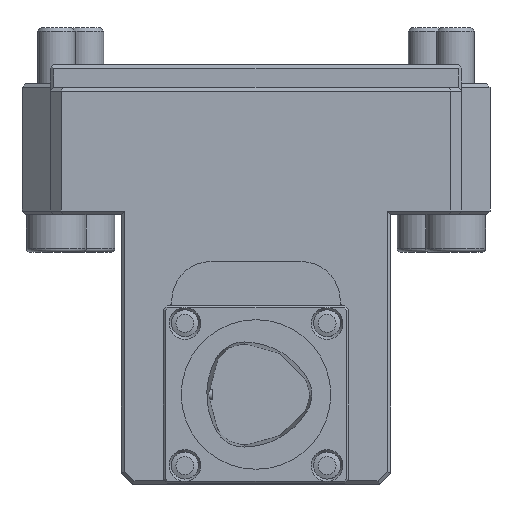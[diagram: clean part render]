
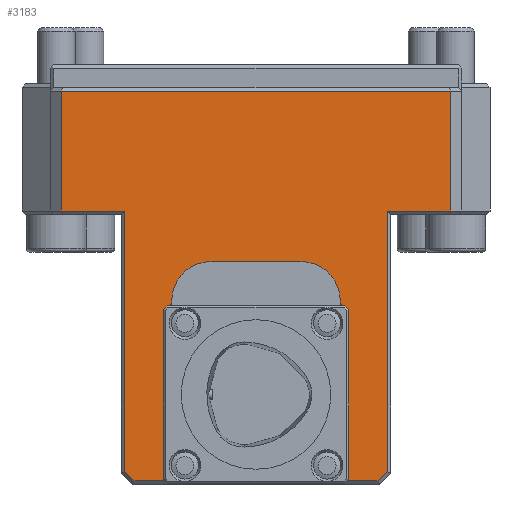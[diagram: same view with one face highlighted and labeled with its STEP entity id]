
A CAD part, left-side view. The second image highlights one B-rep face of the part: STEP entity #3183.
In plain terms, the highlighted planar face has unit normal (-1, 0, 0).
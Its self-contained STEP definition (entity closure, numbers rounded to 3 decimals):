
#73=LINE('',#4776,#424);
#74=LINE('',#4778,#425);
#85=LINE('',#4802,#436);
#90=LINE('',#4813,#441);
#95=LINE('',#4824,#446);
#98=LINE('',#4829,#449);
#103=LINE('',#4839,#454);
#177=LINE('',#5024,#528);
#180=LINE('',#5030,#531);
#181=LINE('',#5032,#532);
#182=LINE('',#5034,#533);
#183=LINE('',#5035,#534);
#184=LINE('',#5037,#535);
#185=LINE('',#5038,#536);
#186=LINE('',#5042,#537);
#187=LINE('',#5046,#538);
#188=LINE('',#5047,#539);
#189=LINE('',#5049,#540);
#424=VECTOR('',#3689,1000.);
#425=VECTOR('',#3692,1000.);
#436=VECTOR('',#3709,1000.);
#441=VECTOR('',#3718,1000.);
#446=VECTOR('',#3725,1000.);
#449=VECTOR('',#3730,1000.);
#454=VECTOR('',#3739,1000.);
#528=VECTOR('',#3895,1000.);
#531=VECTOR('',#3900,1000.);
#532=VECTOR('',#3901,1000.);
#533=VECTOR('',#3902,1000.);
#534=VECTOR('',#3903,1000.);
#535=VECTOR('',#3904,1000.);
#536=VECTOR('',#3905,1000.);
#537=VECTOR('',#3908,1000.);
#538=VECTOR('',#3911,1000.);
#539=VECTOR('',#3912,1000.);
#540=VECTOR('',#3913,1000.);
#1013=ORIENTED_EDGE('',*,*,#1838,.T.);
#1014=ORIENTED_EDGE('',*,*,#1718,.T.);
#1015=ORIENTED_EDGE('',*,*,#1835,.T.);
#1016=ORIENTED_EDGE('',*,*,#1839,.T.);
#1017=ORIENTED_EDGE('',*,*,#1840,.T.);
#1018=ORIENTED_EDGE('',*,*,#1717,.T.);
#1019=ORIENTED_EDGE('',*,*,#1841,.T.);
#1020=ORIENTED_EDGE('',*,*,#1842,.F.);
#1021=ORIENTED_EDGE('',*,*,#1747,.F.);
#1022=ORIENTED_EDGE('',*,*,#1843,.F.);
#1023=ORIENTED_EDGE('',*,*,#1844,.F.);
#1024=ORIENTED_EDGE('',*,*,#1845,.F.);
#1025=ORIENTED_EDGE('',*,*,#1846,.F.);
#1026=ORIENTED_EDGE('',*,*,#1847,.F.);
#1027=ORIENTED_EDGE('',*,*,#1734,.F.);
#1028=ORIENTED_EDGE('',*,*,#1739,.F.);
#1029=ORIENTED_EDGE('',*,*,#1742,.T.);
#1030=ORIENTED_EDGE('',*,*,#1729,.T.);
#1031=ORIENTED_EDGE('',*,*,#1848,.T.);
#1032=ORIENTED_EDGE('',*,*,#1849,.T.);
#1717=EDGE_CURVE('',#2156,#2159,#73,.T.);
#1718=EDGE_CURVE('',#2160,#2154,#74,.T.);
#1729=EDGE_CURVE('',#2166,#2169,#85,.T.);
#1734=EDGE_CURVE('',#2174,#2175,#90,.T.);
#1739=EDGE_CURVE('',#2178,#2174,#95,.T.);
#1742=EDGE_CURVE('',#2178,#2166,#98,.T.);
#1747=EDGE_CURVE('',#2182,#2180,#103,.T.);
#1835=EDGE_CURVE('',#2154,#2245,#177,.T.);
#1838=EDGE_CURVE('',#2247,#2160,#180,.T.);
#1839=EDGE_CURVE('',#2245,#2248,#181,.T.);
#1840=EDGE_CURVE('',#2248,#2156,#182,.T.);
#1841=EDGE_CURVE('',#2159,#2249,#183,.T.);
#1842=EDGE_CURVE('',#2180,#2249,#184,.T.);
#1843=EDGE_CURVE('',#2250,#2182,#185,.T.);
#1844=EDGE_CURVE('',#2251,#2250,#2441,.F.);
#1845=EDGE_CURVE('',#2252,#2251,#186,.T.);
#1846=EDGE_CURVE('',#2253,#2252,#2442,.F.);
#1847=EDGE_CURVE('',#2175,#2253,#187,.T.);
#1848=EDGE_CURVE('',#2169,#2254,#188,.T.);
#1849=EDGE_CURVE('',#2254,#2247,#189,.T.);
#2154=VERTEX_POINT('',#4764);
#2156=VERTEX_POINT('',#4770);
#2159=VERTEX_POINT('',#4775);
#2160=VERTEX_POINT('',#4779);
#2166=VERTEX_POINT('',#4796);
#2169=VERTEX_POINT('',#4801);
#2174=VERTEX_POINT('',#4814);
#2175=VERTEX_POINT('',#4815);
#2178=VERTEX_POINT('',#4823);
#2180=VERTEX_POINT('',#4835);
#2182=VERTEX_POINT('',#4838);
#2245=VERTEX_POINT('',#5025);
#2247=VERTEX_POINT('',#5031);
#2248=VERTEX_POINT('',#5033);
#2249=VERTEX_POINT('',#5036);
#2250=VERTEX_POINT('',#5039);
#2251=VERTEX_POINT('',#5041);
#2252=VERTEX_POINT('',#5043);
#2253=VERTEX_POINT('',#5045);
#2254=VERTEX_POINT('',#5048);
#2441=CIRCLE('',#3413,10.5);
#2442=CIRCLE('',#3414,10.5);
#2552=EDGE_LOOP('',(#1013,#1014,#1015,#1016,#1017,#1018,#1019,#1020,#1021,
#1022,#1023,#1024,#1025,#1026,#1027,#1028,#1029,#1030,#1031,#1032));
#2795=FACE_BOUND('',#2552,.T.);
#3031=PLANE('',#3412);
#3183=ADVANCED_FACE('',(#2795),#3031,.F.);
#3412=AXIS2_PLACEMENT_3D('',#5029,#3898,#3899);
#3413=AXIS2_PLACEMENT_3D('',#5040,#3906,#3907);
#3414=AXIS2_PLACEMENT_3D('',#5044,#3909,#3910);
#3689=DIRECTION('',(0.,-0.707,-0.707));
#3692=DIRECTION('',(0.,1.,0.));
#3709=DIRECTION('',(0.,-0.707,0.707));
#3718=DIRECTION('',(0.,1.,0.));
#3725=DIRECTION('',(0.,0.,1.));
#3730=DIRECTION('',(0.,-1.,0.));
#3739=DIRECTION('',(0.,1.,0.));
#3895=DIRECTION('',(0.,0.,-1.));
#3898=DIRECTION('',(1.,0.,0.));
#3899=DIRECTION('',(0.,0.,1.));
#3900=DIRECTION('',(0.,0.,1.));
#3901=DIRECTION('',(0.,-1.,0.));
#3902=DIRECTION('',(0.,0.,-1.));
#3903=DIRECTION('',(0.,-1.,0.));
#3904=DIRECTION('',(0.,0.,-1.));
#3905=DIRECTION('',(0.,0.,-1.));
#3906=DIRECTION('',(1.,0.,0.));
#3907=DIRECTION('',(0.,0.,1.));
#3908=DIRECTION('',(0.,1.,0.));
#3909=DIRECTION('',(1.,0.,0.));
#3910=DIRECTION('',(0.,0.,1.));
#3911=DIRECTION('',(0.,0.,1.));
#3912=DIRECTION('',(0.,0.,1.));
#3913=DIRECTION('',(0.,-1.,0.));
#4764=CARTESIAN_POINT('',(-23.,52.,-2.));
#4770=CARTESIAN_POINT('',(-23.,35.,-103.586));
#4775=CARTESIAN_POINT('',(-23.,32.586,-106.));
#4776=CARTESIAN_POINT('',(-23.,32.293,-106.293));
#4778=CARTESIAN_POINT('',(-23.,55.,-2.));
#4779=CARTESIAN_POINT('',(-23.,-52.,-2.));
#4796=CARTESIAN_POINT('',(-23.,-32.586,-106.));
#4801=CARTESIAN_POINT('',(-23.,-35.,-103.586));
#4802=CARTESIAN_POINT('',(-23.,-35.293,-103.293));
#4813=CARTESIAN_POINT('',(-23.,55.,-59.));
#4814=CARTESIAN_POINT('',(-23.,-22.745,-59.));
#4815=CARTESIAN_POINT('',(-23.,-22.514,-59.));
#4823=CARTESIAN_POINT('',(-23.,-22.745,-106.));
#4824=CARTESIAN_POINT('',(-23.,-22.745,-283.471));
#4829=CARTESIAN_POINT('',(-23.,-33.,-106.));
#4835=CARTESIAN_POINT('',(-23.,22.745,-59.));
#4838=CARTESIAN_POINT('',(-23.,22.514,-59.));
#4839=CARTESIAN_POINT('',(-23.,55.,-59.));
#5024=CARTESIAN_POINT('',(-23.,52.,-107.));
#5025=CARTESIAN_POINT('',(-23.,52.,-34.));
#5029=CARTESIAN_POINT('',(-23.,55.,-107.));
#5030=CARTESIAN_POINT('',(-23.,-52.,-107.));
#5031=CARTESIAN_POINT('',(-23.,-52.,-34.));
#5032=CARTESIAN_POINT('',(-23.,36.,-34.));
#5033=CARTESIAN_POINT('',(-23.,35.,-34.));
#5034=CARTESIAN_POINT('',(-23.,35.,-104.));
#5035=CARTESIAN_POINT('',(-23.,22.745,-106.));
#5036=CARTESIAN_POINT('',(-23.,22.745,-106.));
#5037=CARTESIAN_POINT('',(-23.,22.745,117.471));
#5038=CARTESIAN_POINT('',(-23.,22.514,-107.));
#5039=CARTESIAN_POINT('',(-23.,22.514,-58.));
#5040=CARTESIAN_POINT('',(-23.,12.014,-58.));
#5041=CARTESIAN_POINT('',(-23.,12.014,-47.5));
#5042=CARTESIAN_POINT('',(-23.,55.,-47.5));
#5043=CARTESIAN_POINT('',(-23.,-12.014,-47.5));
#5044=CARTESIAN_POINT('',(-23.,-12.014,-58.));
#5045=CARTESIAN_POINT('',(-23.,-22.514,-58.));
#5046=CARTESIAN_POINT('',(-23.,-22.514,-107.));
#5047=CARTESIAN_POINT('',(-23.,-35.,-35.));
#5048=CARTESIAN_POINT('',(-23.,-35.,-34.));
#5049=CARTESIAN_POINT('',(-23.,-52.,-34.));
